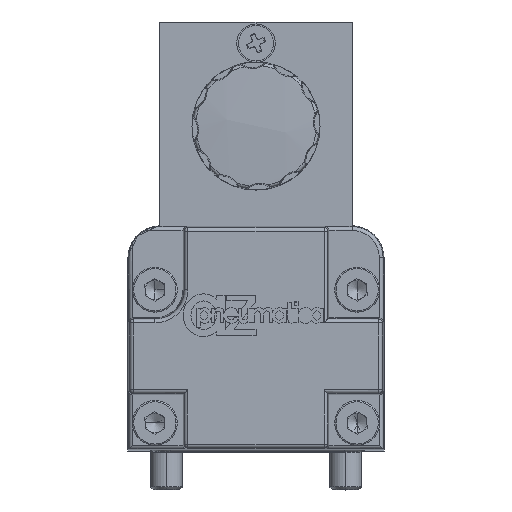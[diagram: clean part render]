
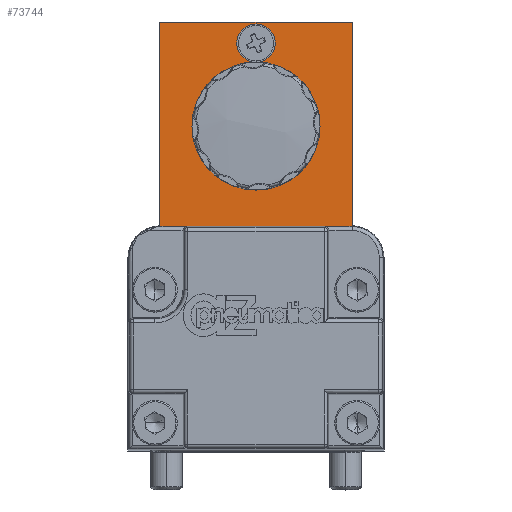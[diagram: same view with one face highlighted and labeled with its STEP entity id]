
A CAD part, top view. The second image highlights one B-rep face of the part: STEP entity #73744.
In plain terms, the highlighted planar face has unit normal (0, 0, 1).
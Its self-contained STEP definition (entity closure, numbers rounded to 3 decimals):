
#888 = CIRCLE ( 'NONE', #35980, 3. ) ;
#957 = DIRECTION ( 'NONE',  ( 0., 0., 1. ) ) ;
#1745 = EDGE_CURVE ( 'NONE', #27649, #36831, #68242, .T. ) ;
#1795 = FACE_BOUND ( 'NONE', #89060, .T. ) ;
#2525 = CARTESIAN_POINT ( 'NONE',  ( 17., 63.4, 88.75 ) ) ;
#2857 = ORIENTED_EDGE ( 'NONE', *, *, #29517, .T. ) ;
#2921 = VERTEX_POINT ( 'NONE', #22343 ) ;
#3052 = EDGE_CURVE ( 'NONE', #46332, #8173, #91435, .T. ) ;
#3536 = EDGE_CURVE ( 'NONE', #13416, #46332, #77682, .T. ) ;
#6013 = CARTESIAN_POINT ( 'NONE',  ( 13.575, 54.279, 88.75 ) ) ;
#6067 = LINE ( 'NONE', #77966, #44443 ) ;
#7607 = VECTOR ( 'NONE', #83474, 1000. ) ;
#8173 = VERTEX_POINT ( 'NONE', #64692 ) ;
#8679 = AXIS2_PLACEMENT_3D ( 'NONE', #42808, #93504, #50027 ) ;
#9568 = AXIS2_PLACEMENT_3D ( 'NONE', #65531, #22242, #72810 ) ;
#10013 = VERTEX_POINT ( 'NONE', #10501 ) ;
#10501 = CARTESIAN_POINT ( 'NONE',  ( 20.147, 57.904, 88.75 ) ) ;
#13416 = VERTEX_POINT ( 'NONE', #27164 ) ;
#13485 = VECTOR ( 'NONE', #60404, 1000. ) ;
#14326 = CARTESIAN_POINT ( 'NONE',  ( 5., 66.7, 88.75 ) ) ;
#14367 = CARTESIAN_POINT ( 'NONE',  ( 23., 63.4, 88.75 ) ) ;
#14666 = LINE ( 'NONE', #14326, #70078 ) ;
#14794 = EDGE_CURVE ( 'NONE', #36831, #93627, #61208, .T. ) ;
#16003 = CARTESIAN_POINT ( 'NONE',  ( 5., 66.7, 88.75 ) ) ;
#16340 = EDGE_LOOP ( 'NONE', ( #33619, #71614, #24611, #91044, #56915, #66977 ) ) ;
#16626 = DIRECTION ( 'NONE',  ( 0.02, 1., 0. ) ) ;
#18318 = CARTESIAN_POINT ( 'NONE',  ( 26.572, 54.025, 88.75 ) ) ;
#18944 = CARTESIAN_POINT ( 'NONE',  ( 26.425, 46.521, 88.75 ) ) ;
#19765 = DIRECTION ( 'NONE',  ( -0.02, -1., 0. ) ) ;
#20999 = VERTEX_POINT ( 'NONE', #16003 ) ;
#22242 = DIRECTION ( 'NONE',  ( 0., 0., -1. ) ) ;
#22343 = CARTESIAN_POINT ( 'NONE',  ( 13.428, 46.775, 88.75 ) ) ;
#24611 = ORIENTED_EDGE ( 'NONE', *, *, #32326, .F. ) ;
#25714 = VECTOR ( 'NONE', #56015, 1000. ) ;
#27164 = CARTESIAN_POINT ( 'NONE',  ( 19.853, 42.896, 88.75 ) ) ;
#27649 = VERTEX_POINT ( 'NONE', #89565 ) ;
#28271 = ORIENTED_EDGE ( 'NONE', *, *, #91893, .T. ) ;
#29517 = EDGE_CURVE ( 'NONE', #93627, #20999, #14666, .T. ) ;
#29721 = VECTOR ( 'NONE', #33950, 1000. ) ;
#30143 = VERTEX_POINT ( 'NONE', #2525 ) ;
#32326 = EDGE_CURVE ( 'NONE', #89699, #2921, #6067, .T. ) ;
#33619 = ORIENTED_EDGE ( 'NONE', *, *, #3536, .F. ) ;
#33950 = DIRECTION ( 'NONE',  ( 1., 0., 0. ) ) ;
#34634 = EDGE_CURVE ( 'NONE', #10013, #89699, #68910, .T. ) ;
#35702 = ORIENTED_EDGE ( 'NONE', *, *, #41189, .F. ) ;
#35837 = VECTOR ( 'NONE', #16626, 1000. ) ;
#35980 = AXIS2_PLACEMENT_3D ( 'NONE', #44236, #957, #51439 ) ;
#36007 = CARTESIAN_POINT ( 'NONE',  ( 35., 34.7, 88.75 ) ) ;
#36831 = VERTEX_POINT ( 'NONE', #36007 ) ;
#39157 = VECTOR ( 'NONE', #52154, 1000. ) ;
#40241 = FACE_OUTER_BOUND ( 'NONE', #52444, .T. ) ;
#40397 = EDGE_CURVE ( 'NONE', #2921, #13416, #41767, .T. ) ;
#41189 = EDGE_CURVE ( 'NONE', #30143, #82200, #888, .T. ) ;
#41767 = LINE ( 'NONE', #90071, #78036 ) ;
#42808 = CARTESIAN_POINT ( 'NONE',  ( 20., 63.4, 88.75 ) ) ;
#44236 = CARTESIAN_POINT ( 'NONE',  ( 20., 63.4, 88.75 ) ) ;
#44443 = VECTOR ( 'NONE', #19765, 1000. ) ;
#44564 = CARTESIAN_POINT ( 'NONE',  ( 35., 66.7, 88.75 ) ) ;
#44924 = CARTESIAN_POINT ( 'NONE',  ( 19.853, 42.896, 88.75 ) ) ;
#46011 = LINE ( 'NONE', #18318, #7607 ) ;
#46332 = VERTEX_POINT ( 'NONE', #18944 ) ;
#46941 = EDGE_CURVE ( 'NONE', #82200, #30143, #62853, .T. ) ;
#50027 = DIRECTION ( 'NONE',  ( 1., 0., 0. ) ) ;
#50595 = PLANE ( 'NONE',  #9568 ) ;
#51439 = DIRECTION ( 'NONE',  ( 1., 0., 0. ) ) ;
#52154 = DIRECTION ( 'NONE',  ( 0.876, 0.483, 0. ) ) ;
#52444 = EDGE_LOOP ( 'NONE', ( #2857, #28271, #90270, #75631 ) ) ;
#52568 = CARTESIAN_POINT ( 'NONE',  ( 26.425, 46.521, 88.75 ) ) ;
#53913 = DIRECTION ( 'NONE',  ( 0.856, -0.517, 0. ) ) ;
#56015 = DIRECTION ( 'NONE',  ( 0., -1., 0. ) ) ;
#56657 = VECTOR ( 'NONE', #74827, 1000. ) ;
#56915 = ORIENTED_EDGE ( 'NONE', *, *, #76794, .F. ) ;
#57189 = FACE_BOUND ( 'NONE', #16340, .T. ) ;
#60404 = DIRECTION ( 'NONE',  ( -0.876, -0.483, 0. ) ) ;
#61208 = LINE ( 'NONE', #67502, #56657 ) ;
#62853 = CIRCLE ( 'NONE', #8679, 3. ) ;
#64692 = CARTESIAN_POINT ( 'NONE',  ( 26.572, 54.025, 88.75 ) ) ;
#64884 = DIRECTION ( 'NONE',  ( -1., 0., 0. ) ) ;
#65531 = CARTESIAN_POINT ( 'NONE',  ( 35., 34.7, 88.75 ) ) ;
#66977 = ORIENTED_EDGE ( 'NONE', *, *, #3052, .F. ) ;
#67502 = CARTESIAN_POINT ( 'NONE',  ( 35., 66.7, 88.75 ) ) ;
#68242 = LINE ( 'NONE', #70023, #29721 ) ;
#68910 = LINE ( 'NONE', #75303, #13485 ) ;
#70023 = CARTESIAN_POINT ( 'NONE',  ( 5., 34.7, 88.75 ) ) ;
#70078 = VECTOR ( 'NONE', #64884, 1000. ) ;
#71614 = ORIENTED_EDGE ( 'NONE', *, *, #40397, .F. ) ;
#72810 = DIRECTION ( 'NONE',  ( -1., 0., 0. ) ) ;
#73744 = ADVANCED_FACE ( 'NONE', ( #40241, #1795, #57189 ), #50595, .F. ) ;
#74827 = DIRECTION ( 'NONE',  ( 0., 1., 0. ) ) ;
#75303 = CARTESIAN_POINT ( 'NONE',  ( 20.147, 57.904, 88.75 ) ) ;
#75631 = ORIENTED_EDGE ( 'NONE', *, *, #14794, .T. ) ;
#76794 = EDGE_CURVE ( 'NONE', #8173, #10013, #46011, .T. ) ;
#77682 = LINE ( 'NONE', #44924, #39157 ) ;
#77966 = CARTESIAN_POINT ( 'NONE',  ( 13.575, 54.279, 88.75 ) ) ;
#78036 = VECTOR ( 'NONE', #53913, 1000. ) ;
#81245 = LINE ( 'NONE', #84916, #25714 ) ;
#82200 = VERTEX_POINT ( 'NONE', #14367 ) ;
#83474 = DIRECTION ( 'NONE',  ( -0.856, 0.517, 0. ) ) ;
#84916 = CARTESIAN_POINT ( 'NONE',  ( 5., 66.7, 88.75 ) ) ;
#89060 = EDGE_LOOP ( 'NONE', ( #93913, #35702 ) ) ;
#89565 = CARTESIAN_POINT ( 'NONE',  ( 5., 34.7, 88.75 ) ) ;
#89699 = VERTEX_POINT ( 'NONE', #6013 ) ;
#90071 = CARTESIAN_POINT ( 'NONE',  ( 13.428, 46.775, 88.75 ) ) ;
#90270 = ORIENTED_EDGE ( 'NONE', *, *, #1745, .T. ) ;
#91044 = ORIENTED_EDGE ( 'NONE', *, *, #34634, .F. ) ;
#91435 = LINE ( 'NONE', #52568, #35837 ) ;
#91893 = EDGE_CURVE ( 'NONE', #20999, #27649, #81245, .T. ) ;
#93504 = DIRECTION ( 'NONE',  ( 0., 0., 1. ) ) ;
#93627 = VERTEX_POINT ( 'NONE', #44564 ) ;
#93913 = ORIENTED_EDGE ( 'NONE', *, *, #46941, .F. ) ;
